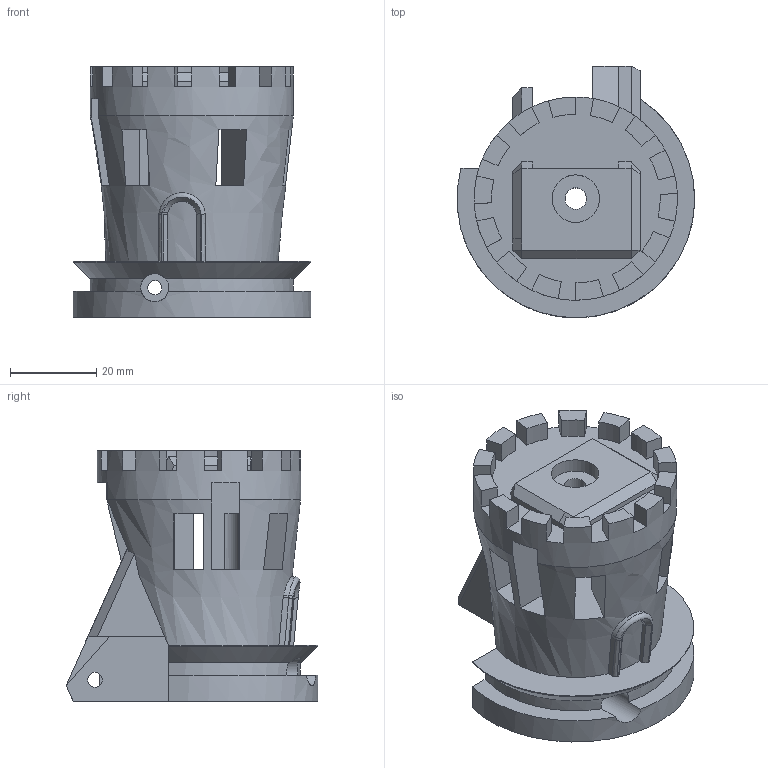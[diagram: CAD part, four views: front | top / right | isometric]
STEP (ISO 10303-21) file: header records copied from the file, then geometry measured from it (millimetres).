
FILE_DESCRIPTION(/* description */ (''),/* implementation_level */ '2;1');
FILE_NAME(/* name */ 'Right_Idler.step',/* time_stamp */ '2023-01-03T17:29:03+08:00',/* author */ (''),/* organization */ (''),/* preprocessor_version */ 'ST-DEVELOPER v19.2',/* originating_system */ 'Autodesk Translation Framework v11.17.0.187',/* authorisation */ '');
FILE_SCHEMA (('AUTOMOTIVE_DESIGN { 1 0 10303 214 3 1 1 }'));
Length unit declared in the file: millimetre
Products named in the file (1): Right_Idler
Bounding box: 54.91 x 58.22 x 58.01 mm (x, y, z)
Volume: 63693.5 mm3; surface area: 20390.3 mm2
Topology: 1 solids, 1 shells, 162 faces, 474 edges, 310 vertices
Faces by surface type: plane 117, cylinder 27, bspline 17, cone 1
Full cylindrical faces by diameter (mm): 3.3 x1, 3.4 x1, 5 x2, 6 x1, 6.5 x1, 11 x1, 47 x1
Entity records: 6210 total; most frequent: CARTESIAN_POINT 1974, ORIENTED_EDGE 948, DIRECTION 776, EDGE_CURVE 474, VERTEX_POINT 310, LINE 296, VECTOR 296, AXIS2_PLACEMENT_3D 240
